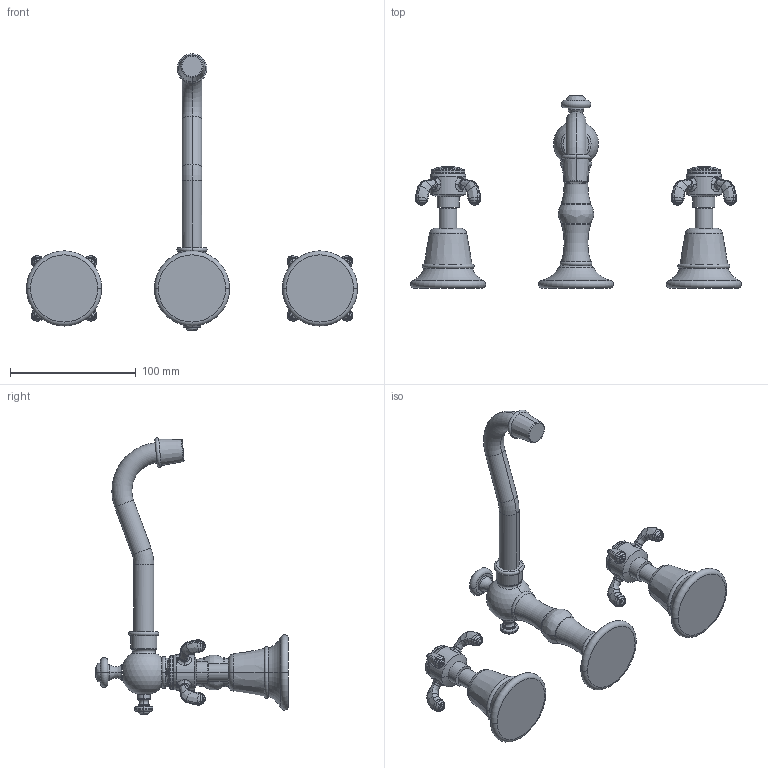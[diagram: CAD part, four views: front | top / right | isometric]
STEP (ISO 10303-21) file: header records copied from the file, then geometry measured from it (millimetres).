
FILE_DESCRIPTION((''),'2;1');
FILE_NAME('1690_WEB','2010-10-29T',('project'),(''),'PRO/ENGINEER BY PARAMETRIC TECHNOLOGY CORPORATION, 2009300','PRO/ENGINEER BY PARAMETRIC TECHNOLOGY CORPORATION, 2009300','');
FILE_SCHEMA(('CONFIG_CONTROL_DESIGN'));
Products named in the file (1): 1690_WEB
Bounding box: 262.88 x 153.15 x 219.56 mm (x, y, z)
Surface area: 67866.4 mm2 (no closed solid volume)
Topology: 0 solids, 149 shells, 944 faces, 3088 edges, 2222 vertices
Faces by surface type: bspline 444, plane 182, cylinder 174, torus 62, sphere 56, cone 26
Entity records: 49957 total; most frequent: CARTESIAN_POINT 27958, ORIENTED_EDGE 4406, DIRECTION 3523, EDGE_CURVE 3036, VERTEX_POINT 2222, B_SPLINE_CURVE_WITH_KNOTS 1550, AXIS2_PLACEMENT_3D 1537, CIRCLE 1037
